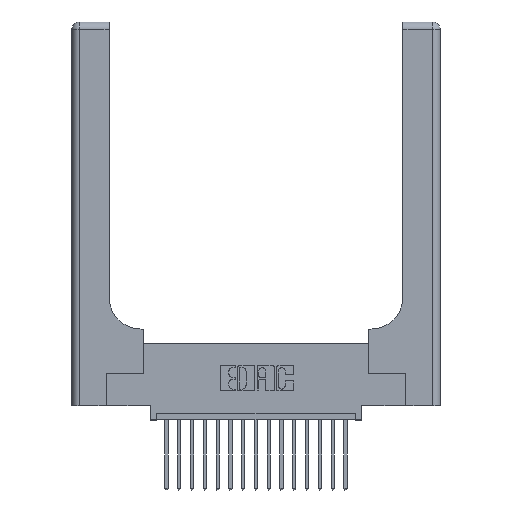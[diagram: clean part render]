
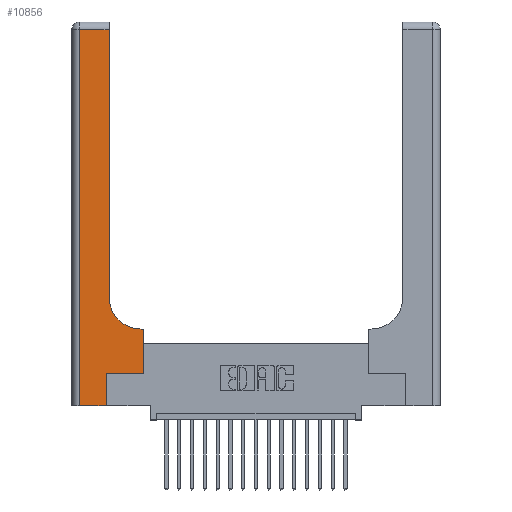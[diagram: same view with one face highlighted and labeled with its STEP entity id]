
A CAD part, top view. The second image highlights one B-rep face of the part: STEP entity #10856.
In plain terms, the highlighted planar face has unit normal (0, 0, 1).
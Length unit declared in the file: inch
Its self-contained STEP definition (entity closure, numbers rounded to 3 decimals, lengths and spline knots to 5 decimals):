
#325 = ORIENTED_EDGE ( 'NONE', *, *, #16856, .T. ) ;
#408 = DIRECTION ( 'NONE',  ( 0., 1., 0. ) ) ;
#915 = EDGE_CURVE ( 'NONE', #2651, #17952, #10292, .T. ) ;
#1090 = DIRECTION ( 'NONE',  ( 1., 0., 0. ) ) ;
#1169 = CARTESIAN_POINT ( 'NONE',  ( 0.06, 0., 0.37 ) ) ;
#1174 = ORIENTED_EDGE ( 'NONE', *, *, #16214, .T. ) ;
#2456 = CIRCLE ( 'NONE', #12295, 0.25 ) ;
#2592 = VERTEX_POINT ( 'NONE', #20281 ) ;
#2651 = VERTEX_POINT ( 'NONE', #3529 ) ;
#2657 = LINE ( 'NONE', #19382, #18827 ) ;
#3314 = CARTESIAN_POINT ( 'NONE',  ( 0.269, 0.25, 0.37 ) ) ;
#3529 = CARTESIAN_POINT ( 'NONE',  ( 0.269, 0., 0.37 ) ) ;
#4370 = ORIENTED_EDGE ( 'NONE', *, *, #19209, .T. ) ;
#4614 = CARTESIAN_POINT ( 'NONE',  ( 0.5585, 0.25, 0.37 ) ) ;
#4693 = LINE ( 'NONE', #16736, #10072 ) ;
#4875 = PLANE ( 'NONE',  #18017 ) ;
#4981 = EDGE_LOOP ( 'NONE', ( #9668, #9264, #11847, #12298, #10319, #12659, #4370, #1174, #325 ) ) ;
#5386 = CARTESIAN_POINT ( 'NONE',  ( 0.5415, 0.6, 0.37 ) ) ;
#5789 = CARTESIAN_POINT ( 'NONE',  ( 0.269, 0.25, 0.37 ) ) ;
#6022 = CARTESIAN_POINT ( 'NONE',  ( 0.2915, 0.85, 0.37 ) ) ;
#6614 = CARTESIAN_POINT ( 'NONE',  ( 0.06, 3., 0.37 ) ) ;
#6751 = VERTEX_POINT ( 'NONE', #1169 ) ;
#7903 = FACE_OUTER_BOUND ( 'NONE', #4981, .T. ) ;
#7907 = DIRECTION ( 'NONE',  ( 0., 1., 0. ) ) ;
#7967 = VECTOR ( 'NONE', #10869, 39.37008 ) ;
#8536 = LINE ( 'NONE', #12838, #18301 ) ;
#8561 = VERTEX_POINT ( 'NONE', #15578 ) ;
#8657 = VECTOR ( 'NONE', #16988, 39.37008 ) ;
#9264 = ORIENTED_EDGE ( 'NONE', *, *, #12110, .T. ) ;
#9397 = VERTEX_POINT ( 'NONE', #5386 ) ;
#9572 = EDGE_CURVE ( 'NONE', #6751, #2651, #19213, .T. ) ;
#9668 = ORIENTED_EDGE ( 'NONE', *, *, #11375, .T. ) ;
#10072 = VECTOR ( 'NONE', #18547, 39.37008 ) ;
#10214 = VERTEX_POINT ( 'NONE', #14760 ) ;
#10292 = LINE ( 'NONE', #13980, #11285 ) ;
#10319 = ORIENTED_EDGE ( 'NONE', *, *, #915, .T. ) ;
#10515 = EDGE_CURVE ( 'NONE', #2592, #6751, #18921, .T. ) ;
#10731 = CARTESIAN_POINT ( 'NONE',  ( 0., 0., 0.37 ) ) ;
#10856 = ADVANCED_FACE ( 'NONE', ( #7903 ), #4875, .F. ) ;
#10869 = DIRECTION ( 'NONE',  ( 1., 0., 0. ) ) ;
#11285 = VECTOR ( 'NONE', #7907, 39.37008 ) ;
#11375 = EDGE_CURVE ( 'NONE', #12831, #8561, #2657, .T. ) ;
#11847 = ORIENTED_EDGE ( 'NONE', *, *, #10515, .T. ) ;
#12110 = EDGE_CURVE ( 'NONE', #8561, #2592, #8536, .T. ) ;
#12295 = AXIS2_PLACEMENT_3D ( 'NONE', #15186, #18475, #1090 ) ;
#12298 = ORIENTED_EDGE ( 'NONE', *, *, #9572, .T. ) ;
#12659 = ORIENTED_EDGE ( 'NONE', *, *, #18595, .T. ) ;
#12764 = DIRECTION ( 'NONE',  ( -1., 0., 0. ) ) ;
#12831 = VERTEX_POINT ( 'NONE', #6022 ) ;
#12838 = CARTESIAN_POINT ( 'NONE',  ( 0., 2.94, 0.37 ) ) ;
#13980 = CARTESIAN_POINT ( 'NONE',  ( 0.269, 0., 0.37 ) ) ;
#14549 = LINE ( 'NONE', #3314, #15501 ) ;
#14760 = CARTESIAN_POINT ( 'NONE',  ( 0.5585, 0.25, 0.37 ) ) ;
#15186 = CARTESIAN_POINT ( 'NONE',  ( 0.5415, 0.85, 0.37 ) ) ;
#15501 = VECTOR ( 'NONE', #18878, 39.37008 ) ;
#15578 = CARTESIAN_POINT ( 'NONE',  ( 0.2915, 2.94, 0.37 ) ) ;
#15870 = VERTEX_POINT ( 'NONE', #16196 ) ;
#15944 = DIRECTION ( 'NONE',  ( -1., 0., 0. ) ) ;
#16196 = CARTESIAN_POINT ( 'NONE',  ( 0.5585, 0.6, 0.37 ) ) ;
#16214 = EDGE_CURVE ( 'NONE', #15870, #9397, #4693, .T. ) ;
#16736 = CARTESIAN_POINT ( 'NONE',  ( 0.2915, 0.6, 0.37 ) ) ;
#16856 = EDGE_CURVE ( 'NONE', #9397, #12831, #2456, .T. ) ;
#16988 = DIRECTION ( 'NONE',  ( 0., 1., 0. ) ) ;
#17394 = DIRECTION ( 'NONE',  ( 0., 0., -1. ) ) ;
#17611 = CARTESIAN_POINT ( 'NONE',  ( 0., 3., 0.37 ) ) ;
#17952 = VERTEX_POINT ( 'NONE', #5789 ) ;
#17958 = LINE ( 'NONE', #4614, #8657 ) ;
#18017 = AXIS2_PLACEMENT_3D ( 'NONE', #17611, #17394, #12764 ) ;
#18212 = VECTOR ( 'NONE', #19112, 39.37008 ) ;
#18301 = VECTOR ( 'NONE', #15944, 39.37008 ) ;
#18475 = DIRECTION ( 'NONE',  ( 0., 0., -1. ) ) ;
#18547 = DIRECTION ( 'NONE',  ( -1., 0., 0. ) ) ;
#18595 = EDGE_CURVE ( 'NONE', #17952, #10214, #14549, .T. ) ;
#18827 = VECTOR ( 'NONE', #408, 39.37008 ) ;
#18878 = DIRECTION ( 'NONE',  ( 1., 0., 0. ) ) ;
#18921 = LINE ( 'NONE', #6614, #18212 ) ;
#19112 = DIRECTION ( 'NONE',  ( 0., -1., 0. ) ) ;
#19209 = EDGE_CURVE ( 'NONE', #10214, #15870, #17958, .T. ) ;
#19213 = LINE ( 'NONE', #10731, #7967 ) ;
#19382 = CARTESIAN_POINT ( 'NONE',  ( 0.2915, 3., 0.37 ) ) ;
#20281 = CARTESIAN_POINT ( 'NONE',  ( 0.06, 2.94, 0.37 ) ) ;
